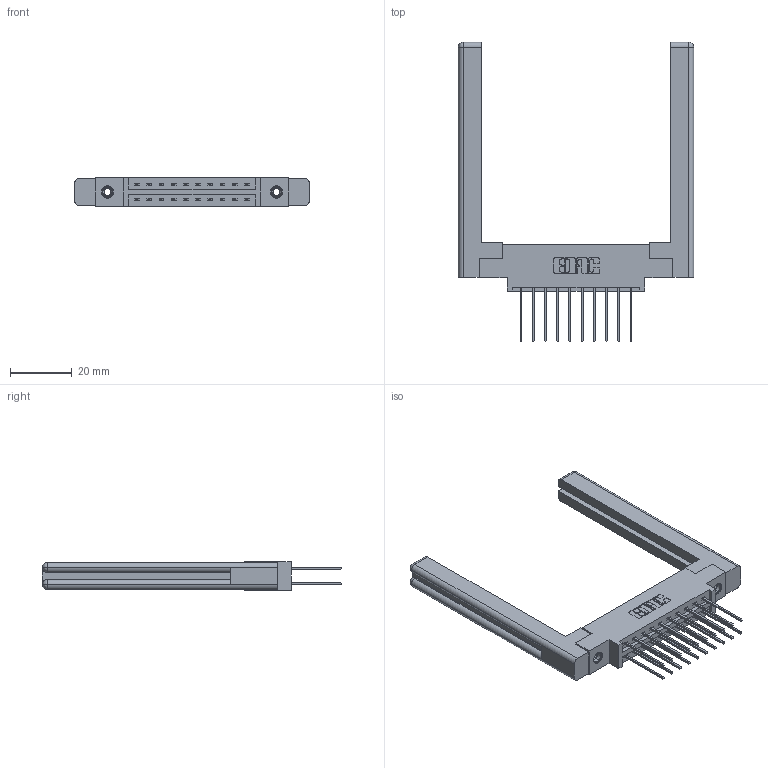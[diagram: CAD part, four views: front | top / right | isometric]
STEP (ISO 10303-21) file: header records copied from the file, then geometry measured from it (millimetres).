
FILE_DESCRIPTION (( 'STEP AP203' ), '1' );
FILE_NAME ('387-020-542-858.STEP', '2019-10-16T15:37:40', ( '' ), ( '' ), 'SwSTEP 2.0', 'SolidWorks 2016', '' );
FILE_SCHEMA (( 'CONFIG_CONTROL_DESIGN' ));
Length unit declared in the file: inch
Products named in the file (5): 345-250-001_345-250-001-102; 337 Part_0.170 Offset - 0.156 Dia-TI; 345-292-001_345-293-142; 307-220-058; 387-020-542-858
Assembly tree (25 placements, depth 2):
  387-020-542-858
    337 Part_0.170 Offset - 0.156 Dia-TI
    345-292-001_345-293-142  x20
    345-250-001_345-250-001-102  x2
    307-220-058  x2
Bounding box: 76.25 x 97.03 x 9.4 mm (x, y, z)
Volume: 14728 mm3; surface area: 13884.2 mm2
Topology: 25 solids, 25 shells, 1340 faces, 3897 edges, 2558 vertices
Faces by surface type: plane 918, cylinder 398, cone 12, torus 12
Entity records: 14676 total; most frequent: CARTESIAN_POINT 2509, ORIENTED_EDGE 2384, DIRECTION 2208, EDGE_CURVE 1192, VECTOR 1016, LINE 1016, VERTEX_POINT 786, AXIS2_PLACEMENT_3D 596
